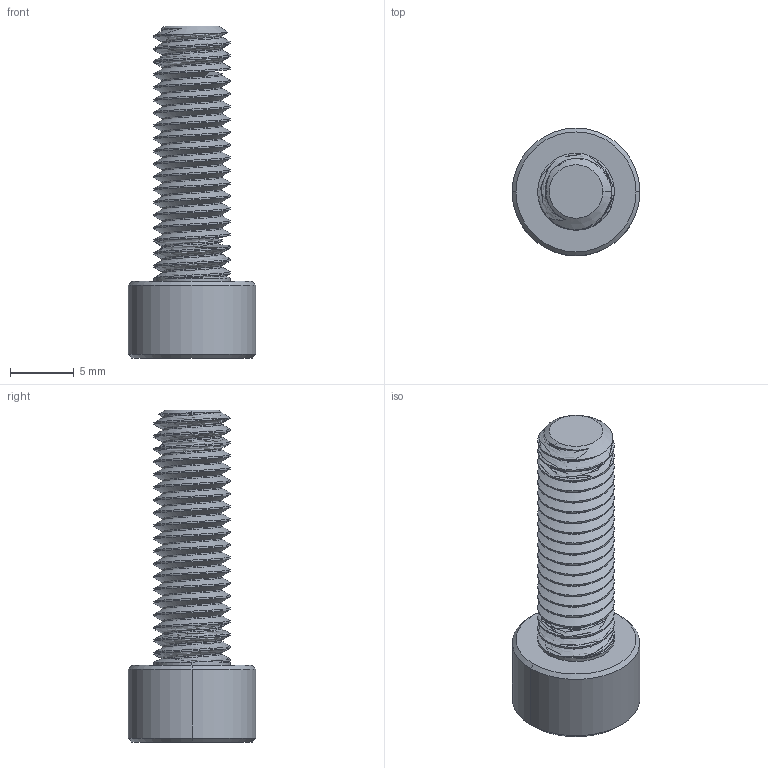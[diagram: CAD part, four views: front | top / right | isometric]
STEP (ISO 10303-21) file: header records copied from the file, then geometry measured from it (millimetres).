
FILE_DESCRIPTION (( 'STEP AP203' ), '1' );
FILE_NAME ('91274A141.step', '2014-02-03T19:44:04', ( '' ), ( '' ), 'SwSTEP 2.0', 'SolidWorks 2013', '' );
FILE_SCHEMA (( 'CONFIG_CONTROL_DESIGN' ));
Length unit declared in the file: millimetre
Products named in the file (1): 91274A141
Bounding box: 10 x 10 x 26 mm (x, y, z)
Volume: 839.3 mm3; surface area: 969.4 mm2
Topology: 1 solids, 1 shells, 110 faces, 301 edges, 195 vertices
Faces by surface type: cylinder 82, cone 16, plane 10, bspline 2
Entity records: 5493 total; most frequent: CARTESIAN_POINT 3120, ORIENTED_EDGE 602, DIRECTION 372, EDGE_CURVE 301, VERTEX_POINT 195, AXIS2_PLACEMENT_3D 135, EDGE_LOOP 112, ADVANCED_FACE 110
